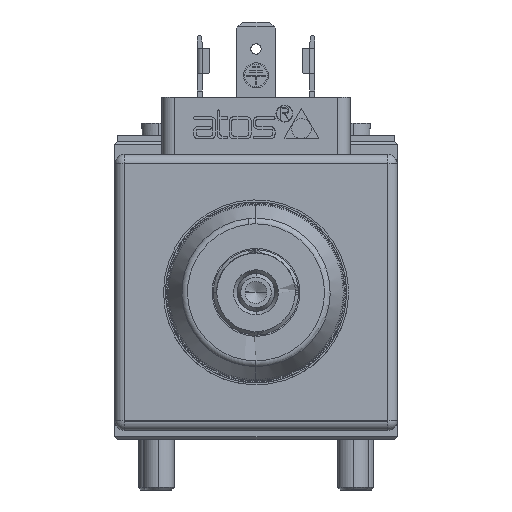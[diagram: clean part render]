
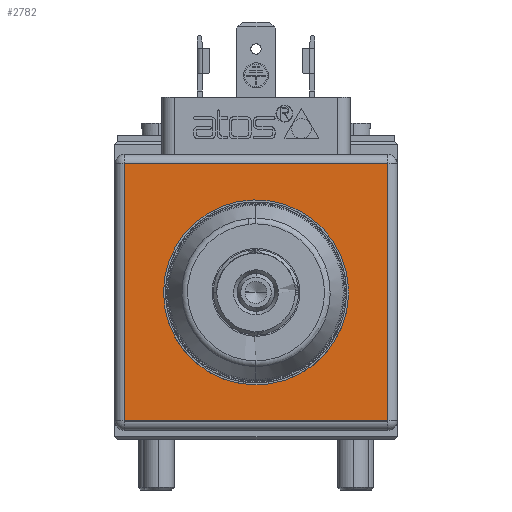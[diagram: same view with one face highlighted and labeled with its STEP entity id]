
A CAD part, left-side view. The second image highlights one B-rep face of the part: STEP entity #2782.
In plain terms, the highlighted planar face has unit normal (-1, 0, 0).
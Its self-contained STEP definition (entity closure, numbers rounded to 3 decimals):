
#2782=ADVANCED_FACE('',(#7954,#7955),#7956,.T.);
#7954=FACE_OUTER_BOUND('',#14255,.T.);
#7955=FACE_BOUND('',#14256,.T.);
#7956=PLANE('',#14257);
#14255=EDGE_LOOP('',(#32513,#32514,#32515,#32516));
#14256=EDGE_LOOP('',(#32517,#32518,#32519,#32520));
#14257=AXIS2_PLACEMENT_3D('',#32521,#32522,#32523);
#32513=ORIENTED_EDGE('',*,*,#45543,.F.);
#32514=ORIENTED_EDGE('',*,*,#46131,.F.);
#32515=ORIENTED_EDGE('',*,*,#45527,.F.);
#32516=ORIENTED_EDGE('',*,*,#46132,.F.);
#32517=ORIENTED_EDGE('',*,*,#45180,.T.);
#32518=ORIENTED_EDGE('',*,*,#45173,.T.);
#32519=ORIENTED_EDGE('',*,*,#46133,.T.);
#32520=ORIENTED_EDGE('',*,*,#46134,.T.);
#32521=CARTESIAN_POINT('',(-59.5,37.55,1.975));
#32522=DIRECTION('',(-1.0,0.0,0.0));
#32523=DIRECTION('',(0.0,0.0,1.0));
#45173=EDGE_CURVE('',#55397,#55394,#55398,.T.);
#45180=EDGE_CURVE('',#55403,#55397,#55410,.T.);
#45527=EDGE_CURVE('',#56075,#56077,#56078,.T.);
#45543=EDGE_CURVE('',#56096,#56093,#56098,.T.);
#46131=EDGE_CURVE('',#56077,#56096,#56979,.T.);
#46132=EDGE_CURVE('',#56093,#56075,#56980,.T.);
#46133=EDGE_CURVE('',#55394,#56981,#56982,.T.);
#46134=EDGE_CURVE('',#56981,#55403,#56983,.T.);
#55394=VERTEX_POINT('',#73110);
#55397=VERTEX_POINT('',#73114);
#55398=CIRCLE('',#73115,14.75);
#55403=VERTEX_POINT('',#73121);
#55410=CIRCLE('',#73129,14.75);
#56075=VERTEX_POINT('',#74005);
#56077=VERTEX_POINT('',#74007);
#56078=LINE('',#74008,#74009);
#56093=VERTEX_POINT('',#74028);
#56096=VERTEX_POINT('',#74031);
#56098=LINE('',#74033,#74034);
#56979=LINE('',#75338,#75339);
#56980=LINE('',#75340,#75341);
#56981=VERTEX_POINT('',#75342);
#56982=CIRCLE('',#75343,14.75);
#56983=CIRCLE('',#75344,14.75);
#73110=CARTESIAN_POINT('',(-59.5,0.774,24.349));
#73114=CARTESIAN_POINT('',(-59.5,30.25,23.5));
#73115=AXIS2_PLACEMENT_3D('',#89574,#89575,#89576);
#73121=CARTESIAN_POINT('',(-59.5,0.766,22.818));
#73129=AXIS2_PLACEMENT_3D('',#89591,#89592,#89593);
#74005=CARTESIAN_POINT('',(-59.5,36.5,44.0));
#74007=CARTESIAN_POINT('',(-59.5,-5.5,44.0));
#74008=CARTESIAN_POINT('',(-59.5,36.5,44.0));
#74009=VECTOR('',#90290,42.0);
#74028=CARTESIAN_POINT('',(-59.5,36.5,3.));
#74031=CARTESIAN_POINT('',(-59.5,-5.5,3.));
#74033=CARTESIAN_POINT('',(-59.5,-5.5,3.));
#74034=VECTOR('',#90328,42.0);
#75338=CARTESIAN_POINT('',(-59.5,-5.5,44.0));
#75339=VECTOR('',#91244,41.0);
#75340=CARTESIAN_POINT('',(-59.5,36.5,3.));
#75341=VECTOR('',#91245,41.0);
#75342=CARTESIAN_POINT('',(-59.5,0.75,23.5));
#75343=AXIS2_PLACEMENT_3D('',#91246,#91247,#91248);
#75344=AXIS2_PLACEMENT_3D('',#91249,#91250,#91251);
#89574=CARTESIAN_POINT('',(-59.5,15.5,23.5));
#89575=DIRECTION('',(1.0,0.0,-0.0));
#89576=DIRECTION('',(0.0,1.0,0.));
#89591=CARTESIAN_POINT('',(-59.5,15.5,23.5));
#89592=DIRECTION('',(1.0,0.0,0.0));
#89593=DIRECTION('',(0.0,-0.999,-0.046));
#90290=DIRECTION('',(0.,-1.0,0.));
#90328=DIRECTION('',(0.,1.0,0.));
#91244=DIRECTION('',(0.0,0.,-1.0));
#91245=DIRECTION('',(0.0,0.0,1.0));
#91246=CARTESIAN_POINT('',(-59.5,15.5,23.5));
#91247=DIRECTION('',(1.0,0.0,0.0));
#91248=DIRECTION('',(0.0,-0.998,0.058));
#91249=CARTESIAN_POINT('',(-59.5,15.5,23.5));
#91250=DIRECTION('',(1.0,0.0,0.0));
#91251=DIRECTION('',(0.0,-1.0,0.));
